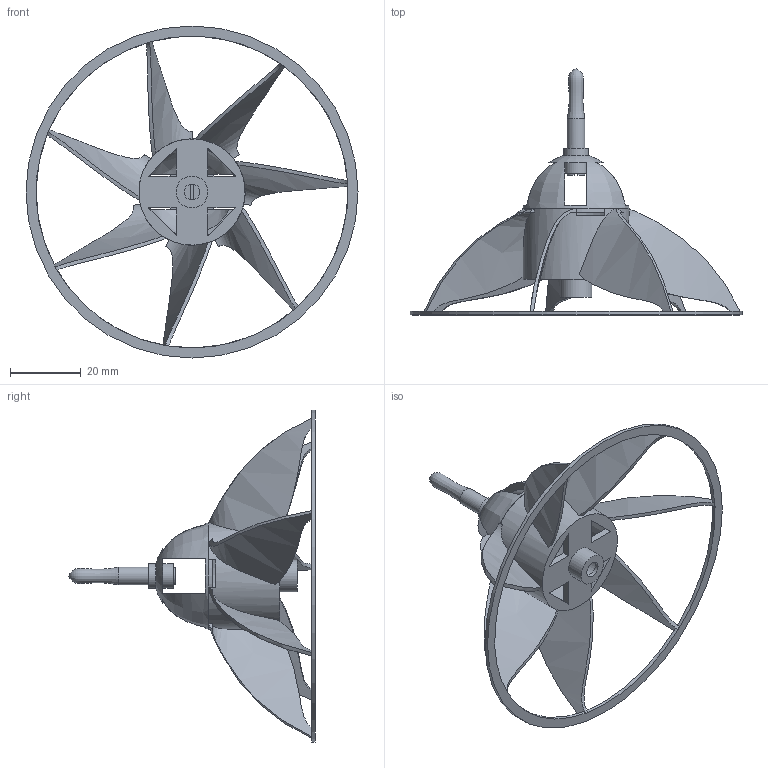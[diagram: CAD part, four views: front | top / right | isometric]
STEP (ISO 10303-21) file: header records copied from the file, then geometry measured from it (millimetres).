
FILE_DESCRIPTION(/* description */ (''),/* implementation_level */ '2;1');
FILE_NAME(/* name */ 'ufo v1.step',/* time_stamp */ '2017-08-30T11:53:57+05:00',/* author */ (''),/* organization */ (''),/* preprocessor_version */ 'ST-DEVELOPER v16.13',/* originating_system */ 'Autodesk Translation Framework v6.1.1.50',/* authorisation */ '');
FILE_SCHEMA (('AUTOMOTIVE_DESIGN { 1 0 10303 214 3 1 1 }'));
Length unit declared in the file: millimetre
Products named in the file (3): ufo v1; ufo top v1; ufo stick v1
Assembly tree (2 placements, depth 2):
  ufo v1
    ufo top v1
    ufo stick v1
Bounding box: 93.71 x 69.5 x 93.71 mm (x, y, z)
Volume: 10288.7 mm3; surface area: 17411.4 mm2
Topology: 4 solids, 4 shells, 113 faces, 333 edges, 209 vertices
Faces by surface type: plane 61, bspline 32, cylinder 20
Full cylindrical faces by diameter (mm): 4.5 x1, 5 x2, 7 x2, 7.2 x1, 9 x1, 26 x1, 30 x1, 93.712 x1
Entity records: 6071 total; most frequent: CARTESIAN_POINT 3204, ORIENTED_EDGE 636, DIRECTION 526, EDGE_CURVE 318, VERTEX_POINT 205, AXIS2_PLACEMENT_3D 196, EDGE_LOOP 139, LINE 134
